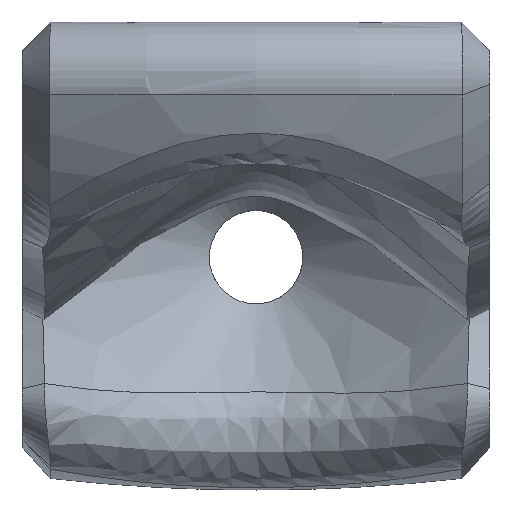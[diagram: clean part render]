
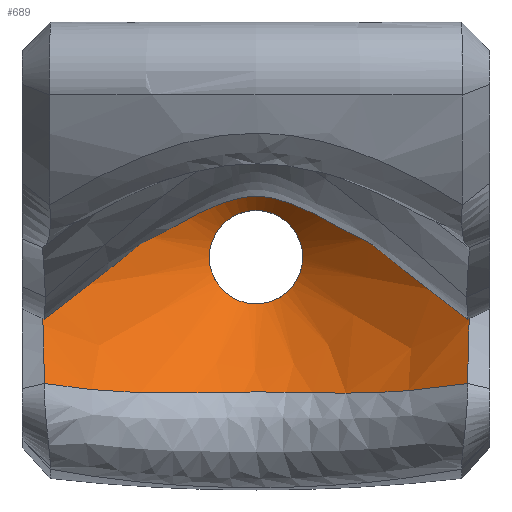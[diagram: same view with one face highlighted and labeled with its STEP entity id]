
A CAD part, top view. The second image highlights one B-rep face of the part: STEP entity #689.
In plain terms, the highlighted conical face has half-angle 45 degrees and reference radius 2 mm.
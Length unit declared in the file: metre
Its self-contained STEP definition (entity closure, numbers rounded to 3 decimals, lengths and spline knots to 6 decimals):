
#39=CONICAL_SURFACE('',#752,0.002,0.785);
#47=CIRCLE('',#753,0.002);
#131=ORIENTED_EDGE('',*,*,#347,.F.);
#132=ORIENTED_EDGE('',*,*,#348,.T.);
#133=ORIENTED_EDGE('',*,*,#349,.T.);
#134=ORIENTED_EDGE('',*,*,#350,.T.);
#135=ORIENTED_EDGE('',*,*,#351,.T.);
#136=ORIENTED_EDGE('',*,*,#352,.T.);
#347=EDGE_CURVE('',#455,#455,#47,.F.);
#348=EDGE_CURVE('',#456,#457,#510,.T.);
#349=EDGE_CURVE('',#457,#458,#511,.T.);
#350=EDGE_CURVE('',#458,#459,#512,.T.);
#351=EDGE_CURVE('',#459,#460,#513,.F.);
#352=EDGE_CURVE('',#460,#456,#514,.T.);
#455=VERTEX_POINT('',#1106);
#456=VERTEX_POINT('',#1120);
#457=VERTEX_POINT('',#1121);
#458=VERTEX_POINT('',#1126);
#459=VERTEX_POINT('',#1134);
#460=VERTEX_POINT('',#1142);
#510=B_SPLINE_CURVE_WITH_KNOTS('',3,(#1107,#1108,#1109,#1110,#1111,#1112,
#1113,#1114,#1115,#1116,#1117,#1118,#1119),.UNSPECIFIED.,.F.,.F.,(4,1,1,
1,1,1,1,1,1,1,4),(0.001222,0.003824,0.006425,
0.009026,0.010326,0.011627,0.012928,
0.014228,0.016829,0.01943,0.022032),
 .UNSPECIFIED.);
#511=B_SPLINE_CURVE_WITH_KNOTS('',3,(#1122,#1123,#1124,#1125),
 .UNSPECIFIED.,.F.,.F.,(4,4),(0.,1.),.UNSPECIFIED.);
#512=B_SPLINE_CURVE_WITH_KNOTS('',3,(#1127,#1128,#1129,#1130,#1131,#1132,
#1133),.UNSPECIFIED.,.F.,.F.,(4,1,1,1,4),(0.001971,0.005154,
0.008337,0.01152,0.014703),
 .UNSPECIFIED.);
#513=B_SPLINE_CURVE_WITH_KNOTS('',3,(#1135,#1136,#1137,#1138,#1139,#1140,
#1141),.UNSPECIFIED.,.F.,.F.,(4,1,1,1,4),(0.00197,0.005151,
0.008331,0.011512,0.014692),.UNSPECIFIED.);
#514=B_SPLINE_CURVE_WITH_KNOTS('',3,(#1143,#1144,#1145,#1146),
 .UNSPECIFIED.,.F.,.F.,(4,4),(0.,1.),.UNSPECIFIED.);
#568=EDGE_LOOP('',(#131));
#569=EDGE_LOOP('',(#132,#133,#134,#135,#136));
#625=FACE_BOUND('',#568,.T.);
#626=FACE_BOUND('',#569,.T.);
#689=ADVANCED_FACE('',(#625,#626),#39,.F.);
#752=AXIS2_PLACEMENT_3D('',#1104,#797,#798);
#753=AXIS2_PLACEMENT_3D('',#1105,#799,#800);
#797=DIRECTION('',(0.,0.,1.));
#798=DIRECTION('',(1.,0.,0.));
#799=DIRECTION('',(0.,0.,-1.));
#800=DIRECTION('',(-1.,0.,0.));
#1104=CARTESIAN_POINT('',(0.,-0.01,0.0024));
#1105=CARTESIAN_POINT('',(0.,-0.01,0.0024));
#1106=CARTESIAN_POINT('',(-0.002,-0.01,0.0024));
#1107=CARTESIAN_POINT('',(-0.009046,-0.015421,0.010946));
#1108=CARTESIAN_POINT('',(-0.008365,-0.015531,0.010419));
#1109=CARTESIAN_POINT('',(-0.006988,-0.015707,0.009382));
#1110=CARTESIAN_POINT('',(-0.004831,-0.015834,0.007913));
#1111=CARTESIAN_POINT('',(-0.002943,-0.015825,0.006854));
#1112=CARTESIAN_POINT('',(-0.001285,-0.015784,0.006281));
#1113=CARTESIAN_POINT('',(0.000023,-0.015768,0.006116));
#1114=CARTESIAN_POINT('',(0.001339,-0.015786,0.006295));
#1115=CARTESIAN_POINT('',(0.002963,-0.015826,0.006866));
#1116=CARTESIAN_POINT('',(0.004866,-0.015833,0.007934));
#1117=CARTESIAN_POINT('',(0.006996,-0.015706,0.009389));
#1118=CARTESIAN_POINT('',(0.008368,-0.015531,0.010421));
#1119=CARTESIAN_POINT('',(0.009046,-0.015421,0.010946));
#1120=CARTESIAN_POINT('',(-0.009046,-0.015421,0.010946));
#1121=CARTESIAN_POINT('',(0.009046,-0.015421,0.010946));
#1122=CARTESIAN_POINT('',(0.009046,-0.015421,0.010946));
#1123=CARTESIAN_POINT('',(0.009081,-0.014143,0.010319));
#1124=CARTESIAN_POINT('',(0.009118,-0.012942,0.009902));
#1125=CARTESIAN_POINT('',(0.009137,-0.011703,0.009695));
#1126=CARTESIAN_POINT('',(0.009137,-0.011703,0.009695));
#1127=CARTESIAN_POINT('',(0.009137,-0.011703,0.009695));
#1128=CARTESIAN_POINT('',(0.008652,-0.010982,0.009085));
#1129=CARTESIAN_POINT('',(0.007608,-0.00955,0.007919));
#1130=CARTESIAN_POINT('',(0.005705,-0.007485,0.006442));
#1131=CARTESIAN_POINT('',(0.003172,-0.005704,0.005429));
#1132=CARTESIAN_POINT('',(0.001061,-0.005202,0.005198));
#1133=CARTESIAN_POINT('',(0.,-0.0052,0.0052));
#1134=CARTESIAN_POINT('',(0.,-0.0052,0.0052));
#1135=CARTESIAN_POINT('',(-0.009137,-0.011703,0.009695));
#1136=CARTESIAN_POINT('',(-0.008652,-0.010983,0.009086));
#1137=CARTESIAN_POINT('',(-0.007603,-0.009543,0.007914));
#1138=CARTESIAN_POINT('',(-0.005704,-0.007486,0.006443));
#1139=CARTESIAN_POINT('',(-0.003177,-0.005705,0.005429));
#1140=CARTESIAN_POINT('',(-0.00106,-0.005202,0.005198));
#1141=CARTESIAN_POINT('',(0.,-0.0052,0.0052));
#1142=CARTESIAN_POINT('',(-0.009137,-0.011703,0.009695));
#1143=CARTESIAN_POINT('',(-0.009137,-0.011703,0.009695));
#1144=CARTESIAN_POINT('',(-0.009118,-0.012942,0.009902));
#1145=CARTESIAN_POINT('',(-0.009081,-0.014143,0.010319));
#1146=CARTESIAN_POINT('',(-0.009046,-0.015421,0.010946));
